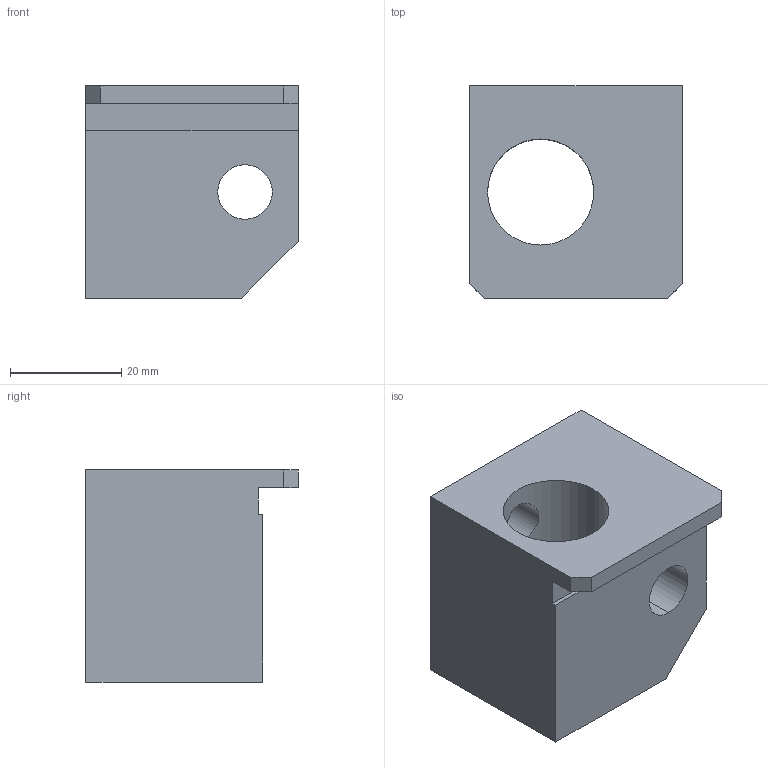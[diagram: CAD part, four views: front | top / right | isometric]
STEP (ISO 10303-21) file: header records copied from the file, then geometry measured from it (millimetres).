
FILE_DESCRIPTION (( 'STEP AP214' ), '1' );
FILE_NAME ('04-1136.STEP', '2024-08-27T20:35:43', ( '' ), ( '' ), 'SwSTEP 2.0', 'SolidWorks 2022', '' );
FILE_SCHEMA (( 'AUTOMOTIVE_DESIGN' ));
Length unit declared in the file: inch
Products named in the file (1): 04-1136
Bounding box: 38.1 x 38.1 x 38.1 mm (x, y, z)
Volume: 29528.6 mm3; surface area: 11027.5 mm2
Topology: 1 solids, 1 shells, 24 faces, 63 edges, 42 vertices
Faces by surface type: plane 14, cylinder 10
Entity records: 979 total; most frequent: CARTESIAN_POINT 266, ORIENTED_EDGE 126, DIRECTION 125, EDGE_CURVE 63, VECTOR 43, LINE 43, VERTEX_POINT 42, AXIS2_PLACEMENT_3D 41
